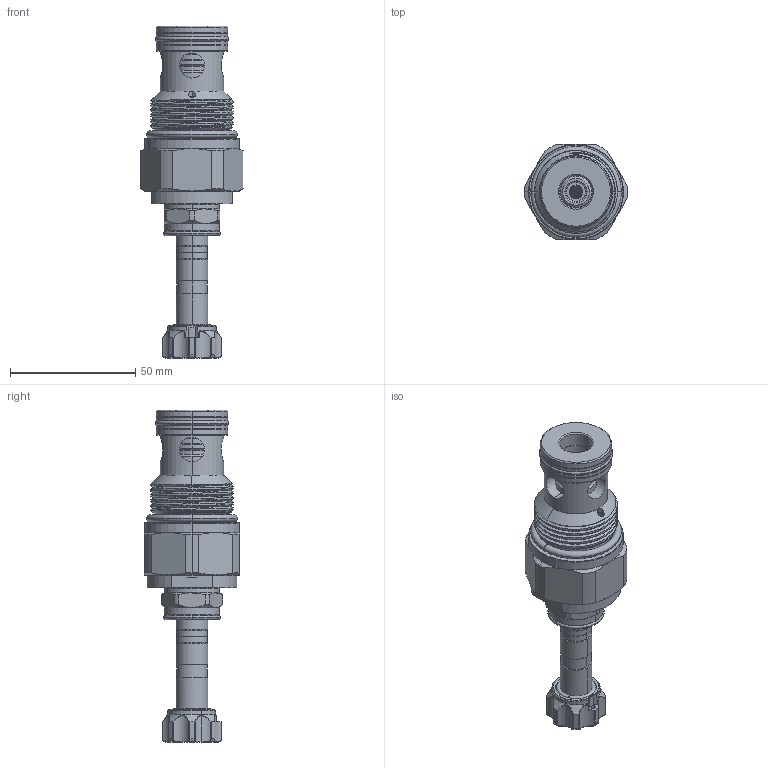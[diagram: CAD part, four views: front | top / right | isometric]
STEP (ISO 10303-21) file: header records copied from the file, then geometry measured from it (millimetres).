
FILE_DESCRIPTION (( 'STEP AP203' ), '1' );
FILE_NAME ('EP16W2A03N95.STEP', '2018-07-06T01:27:12', ( '' ), ( '' ), 'SwSTEP 2.0', 'SolidWorks 2012', '' );
FILE_SCHEMA (( 'CONFIG_CONTROL_DESIGN' ));
Length unit declared in the file: millimetre
Products named in the file (1): EP16W2A03N95
Bounding box: 41.1 x 38 x 132.75 mm (x, y, z)
Volume: 66594.1 mm3; surface area: 20298.4 mm2
Topology: 6 solids, 7 shells, 876 faces, 2213 edges, 1393 vertices
Faces by surface type: cylinder 556, sphere 78, plane 71, cone 71, torus 63, bspline 37
Entity records: 51823 total; most frequent: CARTESIAN_POINT 32268, ORIENTED_EDGE 4414, DIRECTION 3373, EDGE_CURVE 2207, VERTEX_POINT 1391, AXIS2_PLACEMENT_3D 1359, EDGE_LOOP 1158, B_SPLINE_CURVE_WITH_KNOTS 930
